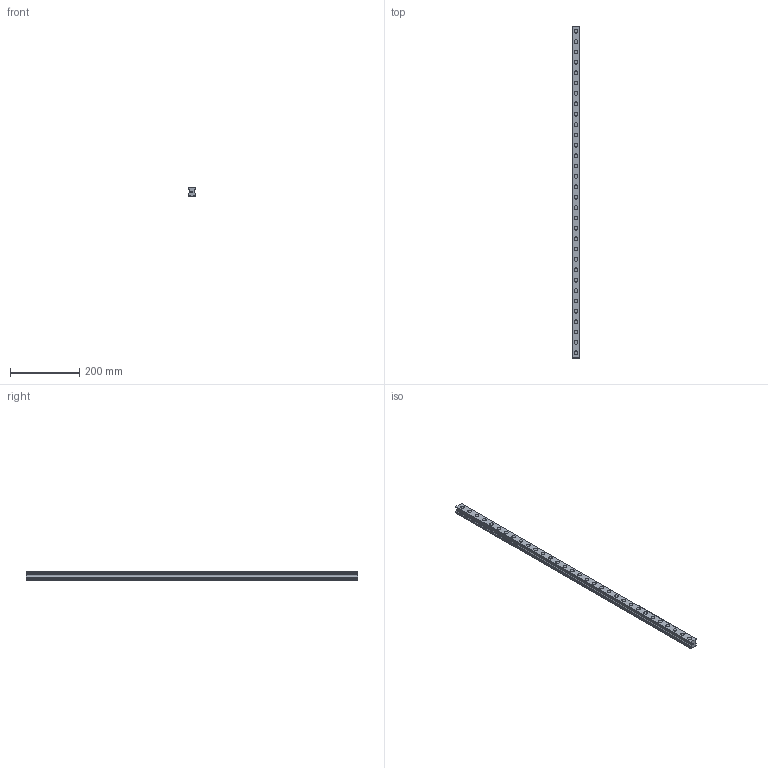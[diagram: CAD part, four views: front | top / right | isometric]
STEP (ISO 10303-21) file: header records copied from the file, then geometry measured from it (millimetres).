
FILE_DESCRIPTION(('STEP AP214'),'1');
FILE_NAME('cctmp_40C65B04-5696-4DD9-9887-4A6ECAB974B7_2021_03_10_17_31_02_0505..stp','2021-03-10T16:31:02',('HIWIN GmbH'),('CADClick - www.CADClick.com'),'Spatial InterOp 3D',' ','unknown authorization');
FILE_SCHEMA(('AUTOMOTIVE_DESIGN'));
Length unit declared in the file: millimetre
Products named in the file (1): RGR25R960H_FILE
Bounding box: 23 x 960 x 23.6 mm (x, y, z)
Volume: 384977.4 mm3; surface area: 119734 mm2
Topology: 1 solids, 1 shells, 405 faces, 909 edges, 606 vertices
Faces by surface type: cylinder 210, plane 195
Entity records: 14707 total; most frequent: DIRECTION 2141, CARTESIAN_POINT 1921, ORIENTED_EDGE 1818, EDGE_CURVE 909, AXIS2_PLACEMENT_3D 826, VERTEX_POINT 606, EDGE_LOOP 505, LINE 489
